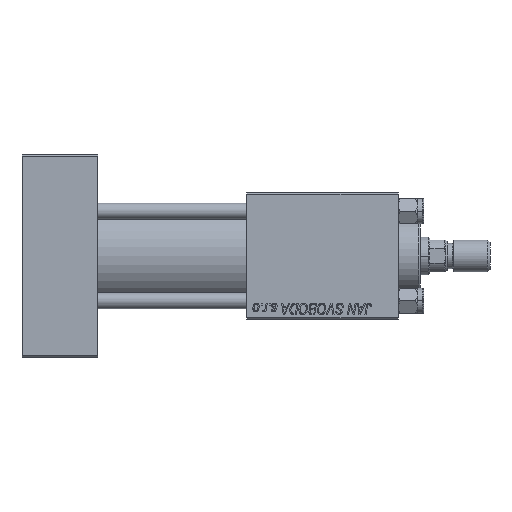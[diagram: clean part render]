
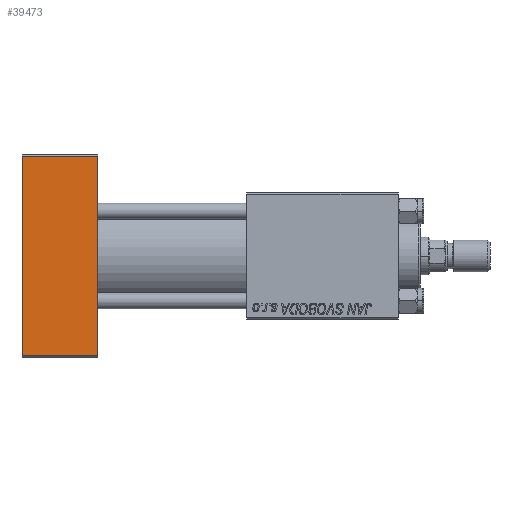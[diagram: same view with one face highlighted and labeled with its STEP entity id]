
A CAD part, front view. The second image highlights one B-rep face of the part: STEP entity #39473.
In plain terms, the highlighted planar face has unit normal (0, -1, 0).
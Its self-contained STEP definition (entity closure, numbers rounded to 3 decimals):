
#54 = CARTESIAN_POINT ( 'NONE',  ( 0., -20., 32. ) ) ;
#994 = CARTESIAN_POINT ( 'NONE',  ( 24., -20., -31.5 ) ) ;
#2521 = PLANE ( 'NONE',  #29206 ) ;
#4468 = VECTOR ( 'NONE', #9173, 1000. ) ;
#6744 = VERTEX_POINT ( 'NONE', #42043 ) ;
#7776 = LINE ( 'NONE', #12093, #34281 ) ;
#9173 = DIRECTION ( 'NONE',  ( -1., 0., 0. ) ) ;
#10777 = VERTEX_POINT ( 'NONE', #43775 ) ;
#11599 = DIRECTION ( 'NONE',  ( 0., 0., -1. ) ) ;
#12093 = CARTESIAN_POINT ( 'NONE',  ( 24., -20., 32. ) ) ;
#12588 = VECTOR ( 'NONE', #39972, 1000. ) ;
#15350 = DIRECTION ( 'NONE',  ( 0., 0., -1. ) ) ;
#15997 = EDGE_CURVE ( 'NONE', #20715, #42633, #16827, .T. ) ;
#16827 = LINE ( 'NONE', #20161, #4468 ) ;
#19084 = CARTESIAN_POINT ( 'NONE',  ( 24., -20., 32. ) ) ;
#20161 = CARTESIAN_POINT ( 'NONE',  ( 24., -20., 31.5 ) ) ;
#20715 = VERTEX_POINT ( 'NONE', #25013 ) ;
#23457 = ORIENTED_EDGE ( 'NONE', *, *, #15997, .T. ) ;
#24139 = EDGE_LOOP ( 'NONE', ( #38571, #35750, #48673, #23457 ) ) ;
#24661 = EDGE_CURVE ( 'NONE', #6744, #10777, #24677, .T. ) ;
#24677 = LINE ( 'NONE', #994, #12588 ) ;
#24993 = VECTOR ( 'NONE', #15350, 1000. ) ;
#25013 = CARTESIAN_POINT ( 'NONE',  ( 24., -20., 31.5 ) ) ;
#29206 = AXIS2_PLACEMENT_3D ( 'NONE', #19084, #49653, #41758 ) ;
#34281 = VECTOR ( 'NONE', #11599, 1000. ) ;
#34585 = EDGE_CURVE ( 'NONE', #42633, #6744, #42352, .T. ) ;
#35750 = ORIENTED_EDGE ( 'NONE', *, *, #24661, .T. ) ;
#38571 = ORIENTED_EDGE ( 'NONE', *, *, #34585, .T. ) ;
#39473 = ADVANCED_FACE ( 'NONE', ( #45829 ), #2521, .F. ) ;
#39972 = DIRECTION ( 'NONE',  ( 1., 0., 0. ) ) ;
#41758 = DIRECTION ( 'NONE',  ( 0., 0., 1. ) ) ;
#42043 = CARTESIAN_POINT ( 'NONE',  ( 0., -20., -31.5 ) ) ;
#42352 = LINE ( 'NONE', #54, #24993 ) ;
#42633 = VERTEX_POINT ( 'NONE', #48824 ) ;
#43775 = CARTESIAN_POINT ( 'NONE',  ( 24., -20., -31.5 ) ) ;
#45829 = FACE_OUTER_BOUND ( 'NONE', #24139, .T. ) ;
#48367 = EDGE_CURVE ( 'NONE', #20715, #10777, #7776, .T. ) ;
#48673 = ORIENTED_EDGE ( 'NONE', *, *, #48367, .F. ) ;
#48824 = CARTESIAN_POINT ( 'NONE',  ( 0., -20., 31.5 ) ) ;
#49653 = DIRECTION ( 'NONE',  ( 0., 1., 0. ) ) ;
